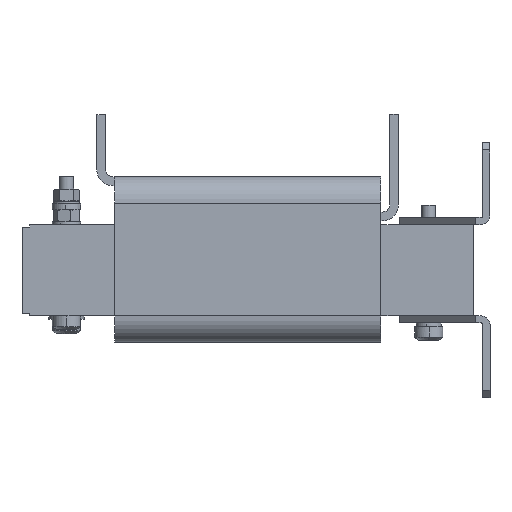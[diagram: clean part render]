
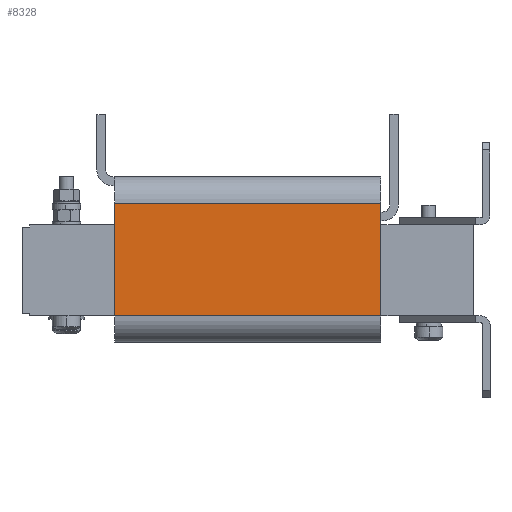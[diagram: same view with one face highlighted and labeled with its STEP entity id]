
A CAD part, left-side view. The second image highlights one B-rep face of the part: STEP entity #8328.
In plain terms, the highlighted planar face has unit normal (-1, 0, 0).
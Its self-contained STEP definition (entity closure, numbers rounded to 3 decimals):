
#1648 = LINE ( 'NONE', #15905, #17428 ) ;
#1813 = CARTESIAN_POINT ( 'NONE',  ( -140., 177.1, -25.75 ) ) ;
#2312 = LINE ( 'NONE', #5843, #3495 ) ;
#2710 = EDGE_CURVE ( 'Defeature ausgef�hrt1_454+Defeature ausgef�hrt1_453+Defeature ausgef�hrt1_360+Defeature ausgef�hrt1_499', #9779, #8142, #11718, .T. ) ;
#2885 = LINE ( 'NONE', #1813, #9814 ) ;
#3084 = DIRECTION ( 'NONE',  ( 0., -1., 0. ) ) ;
#3191 = DIRECTION ( 'NONE',  ( 0., -1., 0. ) ) ;
#3495 = VECTOR ( 'NONE', #15107, 1000. ) ;
#5843 = CARTESIAN_POINT ( 'NONE',  ( -140., 177.1, -25.75 ) ) ;
#6786 = CARTESIAN_POINT ( 'NONE',  ( -140., 177.1, 37.75 ) ) ;
#8142 = VERTEX_POINT ( 'NONE', #17464 ) ;
#8328 = ADVANCED_FACE ( 'Defeature ausgef�hrt1_453', ( #13921 ), #14827, .F. ) ;
#9478 = EDGE_CURVE ( 'Defeature ausgef�hrt1_453+Defeature ausgef�hrt1_452+Defeature ausgef�hrt1_360+Defeature ausgef�hrt1_499', #19276, #14096, #2885, .T. ) ;
#9779 = VERTEX_POINT ( 'NONE', #14691 ) ;
#9806 = VECTOR ( 'NONE', #11611, 1000. ) ;
#9814 = VECTOR ( 'NONE', #3084, 1000. ) ;
#10063 = DIRECTION ( 'NONE',  ( 0., 0., 1. ) ) ;
#10322 = CARTESIAN_POINT ( 'NONE',  ( -140., 177.1, -25.75 ) ) ;
#11611 = DIRECTION ( 'NONE',  ( 0., -1., 0. ) ) ;
#11718 = LINE ( 'NONE', #6786, #9806 ) ;
#13397 = ORIENTED_EDGE ( 'NONE', *, *, #2710, .F. ) ;
#13921 = FACE_OUTER_BOUND ( 'NONE', #16493, .T. ) ;
#14096 = VERTEX_POINT ( 'NONE', #19072 ) ;
#14691 = CARTESIAN_POINT ( 'NONE',  ( -140., 177.1, 37.75 ) ) ;
#14827 = PLANE ( 'NONE',  #17845 ) ;
#15065 = EDGE_CURVE ( 'Defeature ausgef�hrt1_453+Defeature ausgef�hrt1_499+Defeature ausgef�hrt1_452+Defeature ausgef�hrt1_454', #14096, #8142, #1648, .T. ) ;
#15107 = DIRECTION ( 'NONE',  ( 0., 0., 1. ) ) ;
#15357 = ORIENTED_EDGE ( 'NONE', *, *, #9478, .T. ) ;
#15802 = EDGE_CURVE ( 'Defeature ausgef�hrt1_360+Defeature ausgef�hrt1_453+Defeature ausgef�hrt1_452+Defeature ausgef�hrt1_454', #19276, #9779, #2312, .T. ) ;
#15905 = CARTESIAN_POINT ( 'NONE',  ( -140., 27.1, -25.75 ) ) ;
#16493 = EDGE_LOOP ( 'NONE', ( #17168, #13397, #19173, #15357 ) ) ;
#16777 = CARTESIAN_POINT ( 'NONE',  ( -140., 177.1, -25.75 ) ) ;
#16963 = DIRECTION ( 'NONE',  ( 1., 0., 0. ) ) ;
#17168 = ORIENTED_EDGE ( 'NONE', *, *, #15065, .T. ) ;
#17428 = VECTOR ( 'NONE', #10063, 1000. ) ;
#17464 = CARTESIAN_POINT ( 'NONE',  ( -140., 27.1, 37.75 ) ) ;
#17845 = AXIS2_PLACEMENT_3D ( 'NONE', #10322, #16963, #3191 ) ;
#19072 = CARTESIAN_POINT ( 'NONE',  ( -140., 27.1, -25.75 ) ) ;
#19173 = ORIENTED_EDGE ( 'NONE', *, *, #15802, .F. ) ;
#19276 = VERTEX_POINT ( 'NONE', #16777 ) ;
